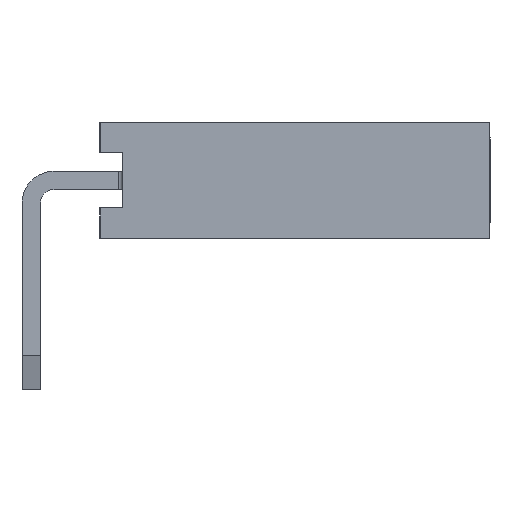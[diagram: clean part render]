
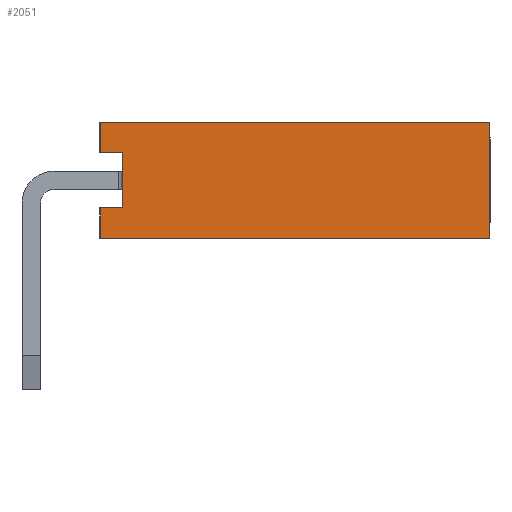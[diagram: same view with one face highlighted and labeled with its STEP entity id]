
A CAD part, left-side view. The second image highlights one B-rep face of the part: STEP entity #2051.
In plain terms, the highlighted planar face has unit normal (-1, 0, 0).
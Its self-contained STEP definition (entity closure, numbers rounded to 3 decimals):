
#2051=ADVANCED_FACE('',(#11129),#11131,.T.);
#11129=FACE_BOUND('',#11130,.T.);
#11130=EDGE_LOOP('',(#18429,#18430,#18431,#18432,#18433,#18434,#18435,#18436));
#11131=PLANE('',#11132);
#11132=AXIS2_PLACEMENT_3D('',#11133,#11134,#11135);
#11133=CARTESIAN_POINT('',(-1.27,-1.5,2.54));
#11134=DIRECTION('',(-1.,0.,0.));
#11135=DIRECTION('',(0.,0.,-1.));
#18429=ORIENTED_EDGE('',*,*,#23693,.T.);
#18430=ORIENTED_EDGE('',*,*,#23694,.T.);
#18431=ORIENTED_EDGE('',*,*,#23695,.T.);
#18432=ORIENTED_EDGE('',*,*,#23696,.F.);
#18433=ORIENTED_EDGE('',*,*,#23697,.F.);
#18434=ORIENTED_EDGE('',*,*,#23698,.T.);
#18435=ORIENTED_EDGE('',*,*,#23699,.T.);
#18436=ORIENTED_EDGE('',*,*,#23341,.T.);
#23341=EDGE_CURVE('',#26721,#26722,#26723,.T.);
#23693=EDGE_CURVE('',#26722,#27221,#27222,.F.);
#23694=EDGE_CURVE('',#27221,#27223,#27224,.T.);
#23695=EDGE_CURVE('',#27223,#27225,#27226,.T.);
#23696=EDGE_CURVE('',#27227,#27225,#27228,.T.);
#23697=EDGE_CURVE('',#27229,#27227,#27230,.T.);
#23698=EDGE_CURVE('',#27229,#27231,#27232,.T.);
#23699=EDGE_CURVE('',#27231,#26721,#27233,.F.);
#26721=VERTEX_POINT('',#32665);
#26722=VERTEX_POINT('',#32666);
#26723=LINE('',#32667,#32668);
#27221=VERTEX_POINT('',#33869);
#27222=LINE('',#33870,#33871);
#27223=VERTEX_POINT('',#33873);
#27224=LINE('',#33874,#33875);
#27225=VERTEX_POINT('',#33877);
#27226=LINE('',#33878,#33879);
#27227=VERTEX_POINT('',#33881);
#27228=LINE('',#33882,#33883);
#27229=VERTEX_POINT('',#33885);
#27230=LINE('',#33886,#33887);
#27231=VERTEX_POINT('',#33889);
#27232=LINE('',#33890,#33891);
#27233=LINE('',#33893,#33894);
#32665=CARTESIAN_POINT('',(-1.27,-2.,1.87));
#32666=CARTESIAN_POINT('',(-1.27,-2.,0.67));
#32667=CARTESIAN_POINT('',(-1.27,-2.,1.87));
#32668=VECTOR('',#32669,1.);
#32669=DIRECTION('',(0.,0.,-1.));
#33869=CARTESIAN_POINT('',(-1.27,-1.5,0.67));
#33870=CARTESIAN_POINT('',(-1.27,-1.5,0.67));
#33871=VECTOR('',#33872,1.);
#33872=DIRECTION('',(0.,-1.,0.));
#33873=CARTESIAN_POINT('',(-1.27,-1.5,0.));
#33874=CARTESIAN_POINT('',(-1.27,-1.5,0.67));
#33875=VECTOR('',#33876,1.);
#33876=DIRECTION('',(0.,0.,-1.));
#33877=CARTESIAN_POINT('',(-1.27,-10.,0.));
#33878=CARTESIAN_POINT('',(-1.27,-1.5,0.));
#33879=VECTOR('',#33880,1.);
#33880=DIRECTION('',(0.,-1.,0.));
#33881=CARTESIAN_POINT('',(-1.27,-10.,2.54));
#33882=CARTESIAN_POINT('',(-1.27,-10.,2.54));
#33883=VECTOR('',#33884,1.);
#33884=DIRECTION('',(0.,0.,-1.));
#33885=CARTESIAN_POINT('',(-1.27,-1.5,2.54));
#33886=CARTESIAN_POINT('',(-1.27,-1.5,2.54));
#33887=VECTOR('',#33888,1.);
#33888=DIRECTION('',(0.,-1.,0.));
#33889=CARTESIAN_POINT('',(-1.27,-1.5,1.87));
#33890=CARTESIAN_POINT('',(-1.27,-1.5,2.54));
#33891=VECTOR('',#33892,1.);
#33892=DIRECTION('',(0.,0.,-1.));
#33893=CARTESIAN_POINT('',(-1.27,-2.,1.87));
#33894=VECTOR('',#33895,1.);
#33895=DIRECTION('',(0.,1.,0.));
